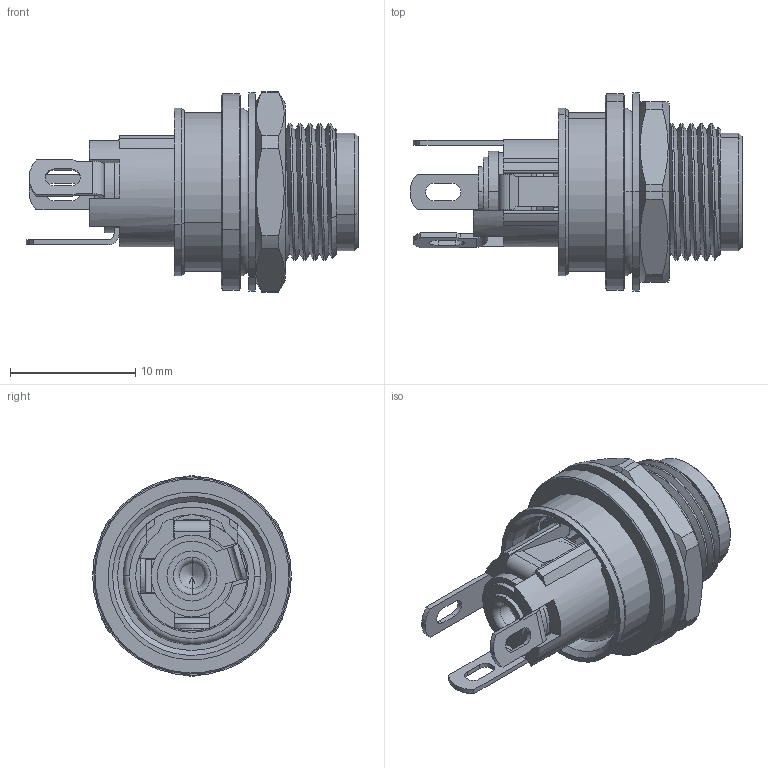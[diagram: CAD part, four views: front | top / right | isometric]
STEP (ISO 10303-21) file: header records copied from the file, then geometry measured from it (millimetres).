
FILE_DESCRIPTION (( 'STEP AP203' ), '1' );
FILE_NAME ('54-00409.STEP', '2024-12-31T06:04:14', ( '' ), ( '' ), 'SwSTEP 2.0', 'SolidWorks 2016', '' );
FILE_SCHEMA (( 'CONFIG_CONTROL_DESIGN' ));
Length unit declared in the file: millimetre
Products named in the file (14): 譫爾え1; 鞠褒蹟譫; 大防水胶圈; 譫蝶; 產薛玹峎苤菜え; 54-00409; 小防水胶圈; 珨趼僱2.5鼠郋; 譫爾え3; 肣菜え; 產薛玹峎湮菜え; 譫爾え2; 譫囀翋极; 譫俋翋极
Assembly tree (13 placements, depth 2):
  54-00409
    譫蝶
    珨趼僱2.5鼠郋
    產薛玹峎苤菜え
    譫爾え2
    譫爾え3
    產薛玹峎湮菜え
    譫爾え1
    譫囀翋极
    譫俋翋极
    小防水胶圈
    大防水胶圈
    肣菜え
    鞠褒蹟譫
Bounding box: 26.54 x 15.9 x 16 mm (x, y, z)
Volume: 1470.6 mm3; surface area: 4314.3 mm2
Topology: 14 solids, 14 shells, 427 faces, 1116 edges, 724 vertices
Faces by surface type: cylinder 187, plane 131, cone 51, torus 32, bspline 26
Entity records: 24478 total; most frequent: CARTESIAN_POINT 12742, ORIENTED_EDGE 2228, DIRECTION 2115, EDGE_CURVE 1114, AXIS2_PLACEMENT_3D 819, VERTEX_POINT 724, LINE 477, VECTOR 477
